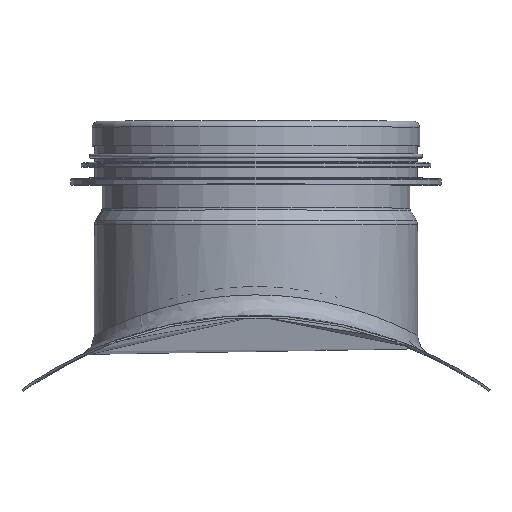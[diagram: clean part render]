
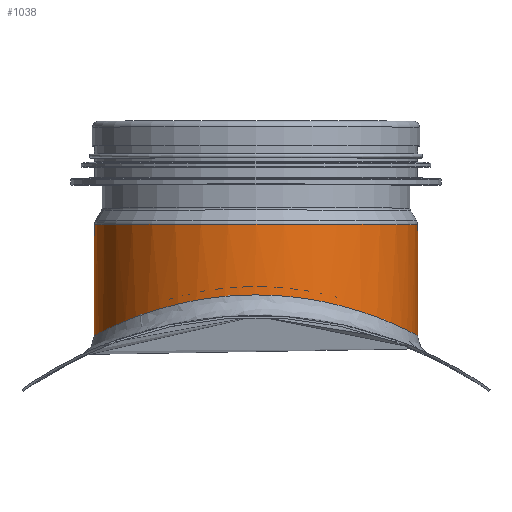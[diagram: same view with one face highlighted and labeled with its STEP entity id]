
A CAD part, top view. The second image highlights one B-rep face of the part: STEP entity #1038.
In plain terms, the highlighted cylindrical face has radius 39.025 mm (diameter 78.05 mm), a full revolution.
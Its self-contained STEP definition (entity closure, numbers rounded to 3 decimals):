
#976=CARTESIAN_POINT('',(0.,103.975,-39.025));
#977=VERTEX_POINT('',#976);
#985=CARTESIAN_POINT('',(0.,103.975,-39.025));
#986=CARTESIAN_POINT('',(2.954,103.975,-39.025));
#987=CARTESIAN_POINT('',(8.862,103.647,-38.35));
#988=CARTESIAN_POINT('',(19.983,101.832,-34.409));
#989=CARTESIAN_POINT('',(29.95,98.53,-26.41));
#990=CARTESIAN_POINT('',(36.817,95.364,-14.609));
#991=CARTESIAN_POINT('',(39.518,93.93,-3.013));
#992=CARTESIAN_POINT('',(38.449,94.512,10.937));
#993=CARTESIAN_POINT('',(33.221,97.133,21.634));
#994=CARTESIAN_POINT('',(25.355,100.059,30.097));
#995=CARTESIAN_POINT('',(17.325,102.363,35.621));
#996=CARTESIAN_POINT('',(5.992,104.045,39.172));
#997=CARTESIAN_POINT('',(-5.991,104.043,39.172));
#998=CARTESIAN_POINT('',(-17.326,102.364,35.619));
#999=CARTESIAN_POINT('',(-26.961,99.596,28.997));
#1000=CARTESIAN_POINT('',(-34.236,96.623,19.903));
#1001=CARTESIAN_POINT('',(-38.602,94.43,8.937));
#1002=CARTESIAN_POINT('',(-39.517,93.93,-3.009));
#1003=CARTESIAN_POINT('',(-36.817,95.364,-14.611));
#1004=CARTESIAN_POINT('',(-29.95,98.53,-26.409));
#1005=CARTESIAN_POINT('',(-19.984,101.832,-34.41));
#1006=CARTESIAN_POINT('',(-8.862,103.647,-38.349));
#1007=CARTESIAN_POINT('',(-2.954,103.975,-39.025));
#1008=CARTESIAN_POINT('',(0.,103.975,-39.025));
#1009=B_SPLINE_CURVE_WITH_KNOTS('',3,(#985,#986,#987,#988,#989,#990,#991,#992,#993,#994,#995,#996,#997,#998,#999,#1000,#1001,#1002,#1003,#1004,#1005,#1006,#1007,#1008),.UNSPECIFIED.,.T.,.U.,(4,1,1,1,1,1,1,1,1,1,1,1,1,1,1,1,1,1,1,1,1,4),(14.,15.,16.,18.,19.333,20.666,22.,24.,24.666,25.999,27.333,28.666,29.999,31.333,32.666,33.999,35.333,36.666,37.999,39.999,40.999,41.999),.UNSPECIFIED.);
#1010=EDGE_CURVE('',#977,#977,#1009,.T.);
#1019=CARTESIAN_POINT('',(0.,106.0,0.0));
#1020=DIRECTION('',(0.,1.0,0.0));
#1021=DIRECTION('',(-1.0,0.0,0.0));
#1022=AXIS2_PLACEMENT_3D('',#1019,#1020,#1021);
#1023=CYLINDRICAL_SURFACE('',#1022,39.025);
#1024=CARTESIAN_POINT('',(-39.025,121.,0.0));
#1025=VERTEX_POINT('',#1024);
#1026=CARTESIAN_POINT('',(0.,121.0,0.0));
#1027=DIRECTION('',(0.0,1.0,0.0));
#1028=DIRECTION('',(-1.0,0.0,0.0));
#1029=AXIS2_PLACEMENT_3D('',#1026,#1027,#1028);
#1030=CIRCLE('',#1029,39.025);
#1031=EDGE_CURVE('',#1025,#1025,#1030,.T.);
#1032=ORIENTED_EDGE('',*,*,#1031,.F.);
#1033=EDGE_LOOP('',(#1032));
#1034=FACE_OUTER_BOUND('',#1033,.T.);
#1035=ORIENTED_EDGE('',*,*,#1010,.F.);
#1036=EDGE_LOOP('',(#1035));
#1037=FACE_BOUND('',#1036,.T.);
#1038=ADVANCED_FACE('',(#1034,#1037),#1023,.T.);
